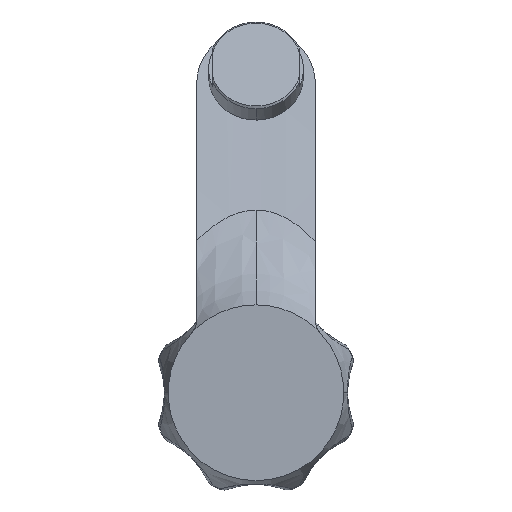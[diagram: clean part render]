
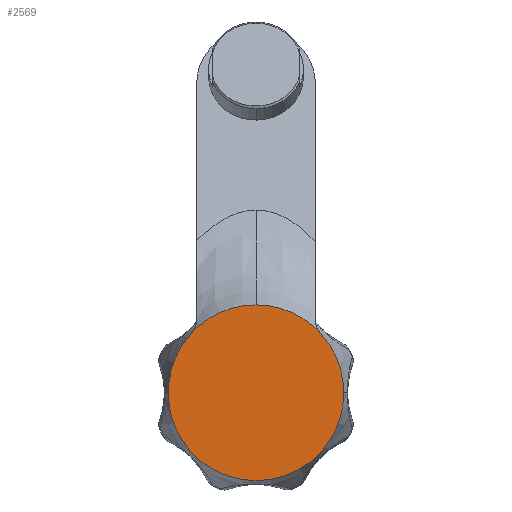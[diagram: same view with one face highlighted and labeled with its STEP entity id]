
A CAD part, front view. The second image highlights one B-rep face of the part: STEP entity #2569.
In plain terms, the highlighted planar face has unit normal (0, -1, 0).
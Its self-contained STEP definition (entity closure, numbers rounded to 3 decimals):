
#28=CARTESIAN_POINT('',(16.328,0.,15.115));
#29=CARTESIAN_POINT('',(15.29,0.,16.236));
#30=CARTESIAN_POINT('',(12.977,0.,18.268));
#31=CARTESIAN_POINT('',(8.97,0.,20.534));
#32=CARTESIAN_POINT('',(4.582,0.,21.934));
#33=CARTESIAN_POINT('',(1.527,0.,22.25));
#34=CARTESIAN_POINT('',(0.,0.,22.25));
#42=CARTESIAN_POINT('',(0.,0.,22.25));
#285=CARTESIAN_POINT('',(0.,0.,22.25));
#286=CARTESIAN_POINT('',(-1.527,0.,22.25));
#287=CARTESIAN_POINT('',(-4.582,0.,21.934));
#288=CARTESIAN_POINT('',(-8.97,0.,
20.534));
#289=CARTESIAN_POINT('',(-12.977,0.,18.268));
#290=CARTESIAN_POINT('',(-15.29,0.,
16.236));
#291=CARTESIAN_POINT('',(-16.328,0.,
15.115));
#347=CARTESIAN_POINT('',(-16.328,0.,
15.115));
#349=CARTESIAN_POINT('',(0.,0.,0.));
#350=DIRECTION('',(0.,1.,0.));
#351=DIRECTION('',(0.,0.,-1.));
#352=AXIS2_PLACEMENT_3D('',#349,#350,#351);
#2026=CARTESIAN_POINT('',(0.,0.,0.));
#2027=DIRECTION('',(0.,-1.,0.));
#2028=DIRECTION('',(0.,0.,-1.));
#2029=AXIS2_PLACEMENT_3D('',#2026,#2027,#2028);
#2040=CARTESIAN_POINT('',(16.328,0.,
15.115));
#2382=VERTEX_POINT('',#42);
#2390=VERTEX_POINT('',#2040);
#2392=VERTEX_POINT('',#347);
#2395=CARTESIAN_POINT('',(0.,0.,-22.25));
#2396=VERTEX_POINT('',#2395);
#2554=CARTESIAN_POINT('',(0.,0.,0.));
#2555=DIRECTION('',(0.,-1.,0.));
#2556=DIRECTION('',(0.,0.,1.));
#2557=AXIS2_PLACEMENT_3D('',#2554,#2555,#2556);
#2558=PLANE('',#2557);
#2560=ORIENTED_EDGE('',*,*,#2559,.F.);
#2562=ORIENTED_EDGE('',*,*,#2561,.F.);
#2564=ORIENTED_EDGE('',*,*,#2563,.T.);
#2566=ORIENTED_EDGE('',*,*,#2565,.F.);
#2567=EDGE_LOOP('',(#2560,#2562,#2564,#2566));
#2568=FACE_OUTER_BOUND('',#2567,.F.);
#2569=ADVANCED_FACE('',(#2568),#2558,.T.);
#35=B_SPLINE_CURVE_WITH_KNOTS('',3,(#28,#29,#30,#31,#32,#33,#34),.UNSPECIFIED.,
.F.,.F.,(4,1,1,1,4),(0.,0.25,0.5,0.75,1.),.UNSPECIFIED.);
#292=B_SPLINE_CURVE_WITH_KNOTS('',3,(#285,#286,#287,#288,#289,#290,#291),
.UNSPECIFIED.,.F.,.F.,(4,1,1,1,4),(0.,0.25,0.5,0.75,1.),
.UNSPECIFIED.);
#353=CIRCLE('',#352,22.25);
#2030=CIRCLE('',#2029,22.25);
#2559=EDGE_CURVE('',#2390,#2382,#35,.T.);
#2561=EDGE_CURVE('',#2396,#2390,#2030,.T.);
#2563=EDGE_CURVE('',#2396,#2392,#353,.T.);
#2565=EDGE_CURVE('',#2382,#2392,#292,.T.);
